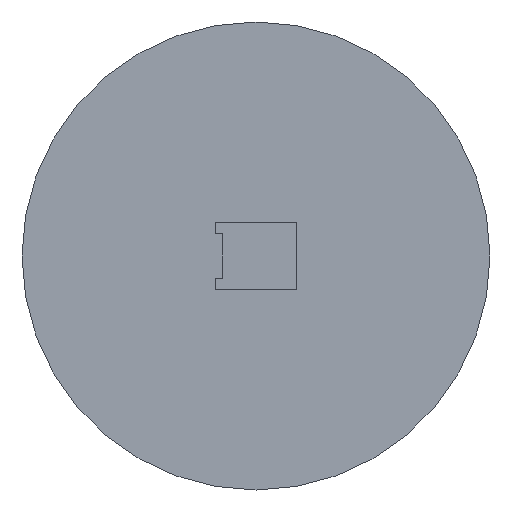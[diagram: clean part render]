
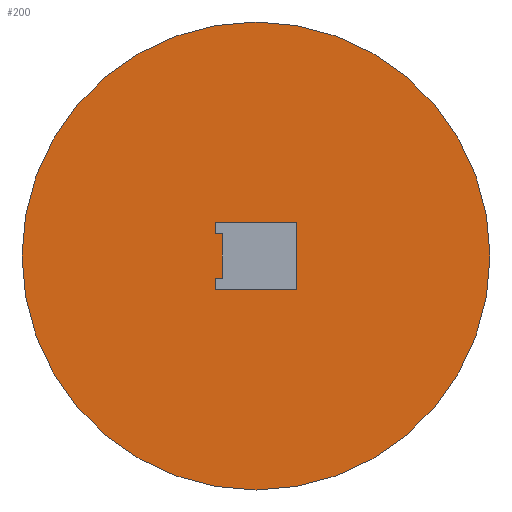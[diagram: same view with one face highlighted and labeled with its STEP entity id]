
A CAD part, front view. The second image highlights one B-rep face of the part: STEP entity #200.
In plain terms, the highlighted planar face has unit normal (0, -1, 0).
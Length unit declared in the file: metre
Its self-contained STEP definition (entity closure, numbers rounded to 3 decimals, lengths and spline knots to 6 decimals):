
#12=LINE('',#299,#36);
#13=LINE('',#302,#37);
#14=LINE('',#304,#38);
#15=LINE('',#306,#39);
#16=LINE('',#308,#40);
#17=LINE('',#310,#41);
#18=LINE('',#312,#42);
#19=LINE('',#314,#43);
#36=VECTOR('',#249,1.);
#37=VECTOR('',#250,1.);
#38=VECTOR('',#251,1.);
#39=VECTOR('',#252,1.);
#40=VECTOR('',#253,1.);
#41=VECTOR('',#254,1.);
#42=VECTOR('',#255,1.);
#43=VECTOR('',#256,1.);
#61=PLANE('',#227);
#74=ORIENTED_EDGE('',*,*,#125,.T.);
#75=ORIENTED_EDGE('',*,*,#126,.F.);
#76=ORIENTED_EDGE('',*,*,#127,.F.);
#77=ORIENTED_EDGE('',*,*,#128,.T.);
#78=ORIENTED_EDGE('',*,*,#129,.T.);
#79=ORIENTED_EDGE('',*,*,#130,.T.);
#80=ORIENTED_EDGE('',*,*,#131,.F.);
#81=ORIENTED_EDGE('',*,*,#132,.T.);
#82=ORIENTED_EDGE('',*,*,#124,.F.);
#124=EDGE_CURVE('',#150,#150,#168,.T.);
#125=EDGE_CURVE('',#151,#152,#12,.T.);
#126=EDGE_CURVE('',#153,#152,#13,.T.);
#127=EDGE_CURVE('',#154,#153,#14,.T.);
#128=EDGE_CURVE('',#154,#155,#15,.T.);
#129=EDGE_CURVE('',#155,#156,#16,.T.);
#130=EDGE_CURVE('',#156,#157,#17,.T.);
#131=EDGE_CURVE('',#158,#157,#18,.T.);
#132=EDGE_CURVE('',#158,#151,#19,.T.);
#150=VERTEX_POINT('',#296);
#151=VERTEX_POINT('',#300);
#152=VERTEX_POINT('',#301);
#153=VERTEX_POINT('',#303);
#154=VERTEX_POINT('',#305);
#155=VERTEX_POINT('',#307);
#156=VERTEX_POINT('',#309);
#157=VERTEX_POINT('',#311);
#158=VERTEX_POINT('',#313);
#168=CIRCLE('',#225,0.01);
#172=EDGE_LOOP('',(#74,#75,#76,#77,#78,#79,#80,#81));
#173=EDGE_LOOP('',(#82));
#186=FACE_BOUND('',#172,.T.);
#187=FACE_BOUND('',#173,.T.);
#200=ADVANCED_FACE('',(#186,#187),#61,.F.);
#225=AXIS2_PLACEMENT_3D('',#295,#243,#244);
#227=AXIS2_PLACEMENT_3D('',#298,#247,#248);
#243=DIRECTION('',(0.,1.,0.));
#244=DIRECTION('',(0.,0.,1.));
#247=DIRECTION('',(0.,1.,0.));
#248=DIRECTION('',(1.,0.,0.));
#249=DIRECTION('',(1.,0.,0.));
#250=DIRECTION('',(0.,0.,1.));
#251=DIRECTION('',(1.,0.,0.));
#252=DIRECTION('',(0.,0.,1.));
#253=DIRECTION('',(1.,0.,0.));
#254=DIRECTION('',(0.,0.,1.));
#255=DIRECTION('',(1.,0.,0.));
#256=DIRECTION('',(0.,0.,1.));
#295=CARTESIAN_POINT('',(0.032289,0.00725,0.010056));
#296=CARTESIAN_POINT('',(0.032289,0.00725,0.020056));
#298=CARTESIAN_POINT('',(0.032289,0.00725,0.010056));
#299=CARTESIAN_POINT('',(0.032289,0.00725,0.011506));
#300=CARTESIAN_POINT('',(0.030539,0.00725,0.011506));
#301=CARTESIAN_POINT('',(0.034039,0.00725,0.011506));
#302=CARTESIAN_POINT('',(0.034039,0.00725,0.011141));
#303=CARTESIAN_POINT('',(0.034039,0.00725,0.008606));
#304=CARTESIAN_POINT('',(0.032289,0.00725,0.008606));
#305=CARTESIAN_POINT('',(0.030539,0.00725,0.008606));
#306=CARTESIAN_POINT('',(0.030539,0.00725,0.010056));
#307=CARTESIAN_POINT('',(0.030539,0.00725,0.009106));
#308=CARTESIAN_POINT('',(0.030689,0.00725,0.009106));
#309=CARTESIAN_POINT('',(0.030839,0.00725,0.009106));
#310=CARTESIAN_POINT('',(0.030839,0.00725,0.010056));
#311=CARTESIAN_POINT('',(0.030839,0.00725,0.011006));
#312=CARTESIAN_POINT('',(0.030689,0.00725,0.011006));
#313=CARTESIAN_POINT('',(0.030539,0.00725,0.011006));
#314=CARTESIAN_POINT('',(0.030539,0.00725,0.010056));
